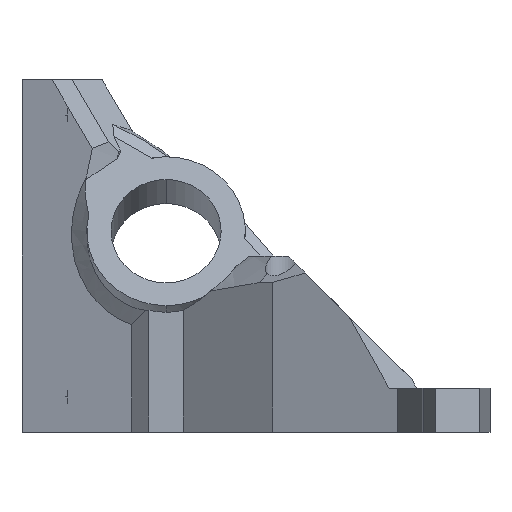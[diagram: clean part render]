
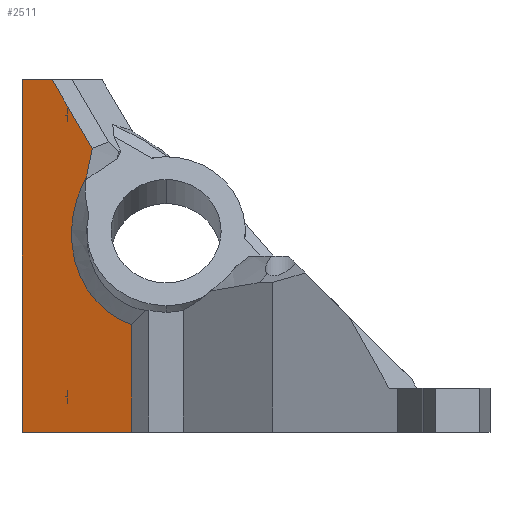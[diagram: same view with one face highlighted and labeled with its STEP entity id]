
A CAD part, front view. The second image highlights one B-rep face of the part: STEP entity #2511.
In plain terms, the highlighted planar face has unit normal (-0.274, -0.962, 0).
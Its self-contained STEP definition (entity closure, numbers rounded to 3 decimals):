
#378 = PLANE ( 'NONE',  #579 ) ;
#405 = DIRECTION ( 'NONE',  ( -0.962, 0.274, 0. ) ) ;
#417 = CARTESIAN_POINT ( 'NONE',  ( -36.875, 25.84, 40. ) ) ;
#419 = DIRECTION ( 'NONE',  ( 0.274, 0.962, 0. ) ) ;
#579 = AXIS2_PLACEMENT_3D ( 'NONE', #417, #419, #405 ) ;
#654 = ORIENTED_EDGE ( 'NONE', *, *, #2092, .F. ) ;
#670 = ORIENTED_EDGE ( 'NONE', *, *, #2145, .T. ) ;
#676 = ORIENTED_EDGE ( 'NONE', *, *, #1959, .T. ) ;
#679 = ORIENTED_EDGE ( 'NONE', *, *, #2096, .F. ) ;
#681 = ORIENTED_EDGE ( 'NONE', *, *, #2124, .T. ) ;
#683 = ORIENTED_EDGE ( 'NONE', *, *, #2095, .T. ) ;
#688 = ORIENTED_EDGE ( 'NONE', *, *, #2120, .T. ) ;
#713 = EDGE_LOOP ( 'NONE', ( #679, #670, #681, #676, #654, #688, #683 ) ) ;
#995 = LINE ( 'NONE', #2167, #999 ) ;
#999 = VECTOR ( 'NONE', #2276, 1000. ) ;
#1100 = LINE ( 'NONE', #1732, #1144 ) ;
#1131 = VECTOR ( 'NONE', #1853, 1000. ) ;
#1144 = VECTOR ( 'NONE', #1737, 1000. ) ;
#1148 = VECTOR ( 'NONE', #1759, 1000. ) ;
#1150 = LINE ( 'NONE', #1760, #1161 ) ;
#1153 = LINE ( 'NONE', #1841, #1131 ) ;
#1161 = VECTOR ( 'NONE', #1761, 1000. ) ;
#1181 = LINE ( 'NONE', #1741, #1148 ) ;
#1314 = FACE_OUTER_BOUND ( 'NONE', #713, .T. ) ;
#1346 = B_SPLINE_CURVE_WITH_KNOTS ( 'NONE', 3,
 ( #1839, #1882, #1897, #1898 ),
 .UNSPECIFIED., .F., .F.,
 ( 4, 4 ),
 ( 0.058, 0.644 ),
 .UNSPECIFIED. ) ;
#1352 = B_SPLINE_CURVE_WITH_KNOTS ( 'NONE', 3,
 ( #1915, #1944, #1933, #1922, #1930, #1952, #1953, #1932, #1928, #1929, #1916, #1934, #1939, #1913, #1936, #1940, #1937, #1938 ),
 .UNSPECIFIED., .F., .F.,
 ( 4, 1, 1, 2, 2, 1, 1, 2, 2, 2, 4 ),
 ( 0., 0.125, 0.188, 0.219, 0.25, 0.375, 0.438, 0.469, 0.5, 0.75, 1. ),
 .UNSPECIFIED. ) ;
#1487 = CARTESIAN_POINT ( 'NONE',  ( -49.361, 29.396, 40. ) ) ;
#1507 = CARTESIAN_POINT ( 'NONE',  ( -36.875, 25.84, 12.192 ) ) ;
#1513 = CARTESIAN_POINT ( 'NONE',  ( -36.875, 25.84, 0. ) ) ;
#1515 = CARTESIAN_POINT ( 'NONE',  ( -41.377, 27.122, 32.235 ) ) ;
#1524 = CARTESIAN_POINT ( 'NONE',  ( -42.042, 27.312, 28.966 ) ) ;
#1525 = CARTESIAN_POINT ( 'NONE',  ( -45.94, 28.422, 40. ) ) ;
#1526 = CARTESIAN_POINT ( 'NONE',  ( -49.361, 29.396, 0. ) ) ;
#1732 = CARTESIAN_POINT ( 'NONE',  ( -36.875, 25.84, 40. ) ) ;
#1737 = DIRECTION ( 'NONE',  ( 0.962, -0.274, 0. ) ) ;
#1741 = CARTESIAN_POINT ( 'NONE',  ( -36.875, 25.84, 0. ) ) ;
#1759 = DIRECTION ( 'NONE',  ( 0.962, -0.274, 0. ) ) ;
#1760 = CARTESIAN_POINT ( 'NONE',  ( -36.875, 25.84, 40. ) ) ;
#1761 = DIRECTION ( 'NONE',  ( 0., 0., -1. ) ) ;
#1839 = CARTESIAN_POINT ( 'NONE',  ( -42.042, 27.312, 28.966 ) ) ;
#1841 = CARTESIAN_POINT ( 'NONE',  ( -49.361, 29.396, 40. ) ) ;
#1853 = DIRECTION ( 'NONE',  ( 0., 0., -1. ) ) ;
#1882 = CARTESIAN_POINT ( 'NONE',  ( -41.839, 27.254, 30.029 ) ) ;
#1897 = CARTESIAN_POINT ( 'NONE',  ( -41.617, 27.191, 31.118 ) ) ;
#1898 = CARTESIAN_POINT ( 'NONE',  ( -41.377, 27.122, 32.235 ) ) ;
#1913 = CARTESIAN_POINT ( 'NONE',  ( -43.711, 27.787, 20.537 ) ) ;
#1915 = CARTESIAN_POINT ( 'NONE',  ( -36.875, 25.84, 12.192 ) ) ;
#1916 = CARTESIAN_POINT ( 'NONE',  ( -42.943, 27.568, 18.133 ) ) ;
#1922 = CARTESIAN_POINT ( 'NONE',  ( -39.796, 26.672, 13.781 ) ) ;
#1928 = CARTESIAN_POINT ( 'NONE',  ( -42.08, 27.322, 16.294 ) ) ;
#1929 = CARTESIAN_POINT ( 'NONE',  ( -42.715, 27.503, 17.56 ) ) ;
#1930 = CARTESIAN_POINT ( 'NONE',  ( -40.239, 26.798, 14.175 ) ) ;
#1932 = CARTESIAN_POINT ( 'NONE',  ( -41.362, 27.118, 15.327 ) ) ;
#1933 = CARTESIAN_POINT ( 'NONE',  ( -38.695, 26.358, 12.968 ) ) ;
#1934 = CARTESIAN_POINT ( 'NONE',  ( -43.086, 27.609, 18.522 ) ) ;
#1936 = CARTESIAN_POINT ( 'NONE',  ( -43.857, 27.829, 22.223 ) ) ;
#1937 = CARTESIAN_POINT ( 'NONE',  ( -42.912, 27.559, 27.389 ) ) ;
#1938 = CARTESIAN_POINT ( 'NONE',  ( -42.042, 27.312, 28.966 ) ) ;
#1939 = CARTESIAN_POINT ( 'NONE',  ( -43.152, 27.628, 18.718 ) ) ;
#1940 = CARTESIAN_POINT ( 'NONE',  ( -43.449, 27.712, 25.725 ) ) ;
#1944 = CARTESIAN_POINT ( 'NONE',  ( -37.634, 26.056, 12.454 ) ) ;
#1952 = CARTESIAN_POINT ( 'NONE',  ( -40.528, 26.88, 14.448 ) ) ;
#1953 = CARTESIAN_POINT ( 'NONE',  ( -40.668, 26.92, 14.589 ) ) ;
#1959 = EDGE_CURVE ( 'NONE', #2251, #2236, #995, .T. ) ;
#2092 = EDGE_CURVE ( 'NONE', #2233, #2236, #1100, .T. ) ;
#2095 = EDGE_CURVE ( 'NONE', #2249, #2246, #1181, .T. ) ;
#2096 = EDGE_CURVE ( 'NONE', #2235, #2246, #1150, .T. ) ;
#2120 = EDGE_CURVE ( 'NONE', #2233, #2249, #1153, .T. ) ;
#2124 = EDGE_CURVE ( 'NONE', #2231, #2251, #1346, .T. ) ;
#2145 = EDGE_CURVE ( 'NONE', #2235, #2231, #1352, .T. ) ;
#2167 = CARTESIAN_POINT ( 'NONE',  ( -43.476, 27.72, 35.806 ) ) ;
#2231 = VERTEX_POINT ( 'NONE', #1524 ) ;
#2233 = VERTEX_POINT ( 'NONE', #1487 ) ;
#2235 = VERTEX_POINT ( 'NONE', #1507 ) ;
#2236 = VERTEX_POINT ( 'NONE', #1525 ) ;
#2246 = VERTEX_POINT ( 'NONE', #1513 ) ;
#2249 = VERTEX_POINT ( 'NONE', #1526 ) ;
#2251 = VERTEX_POINT ( 'NONE', #1515 ) ;
#2276 = DIRECTION ( 'NONE',  ( -0.501, 0.143, 0.853 ) ) ;
#2511 = ADVANCED_FACE ( 'NONE', ( #1314 ), #378, .F. ) ;
